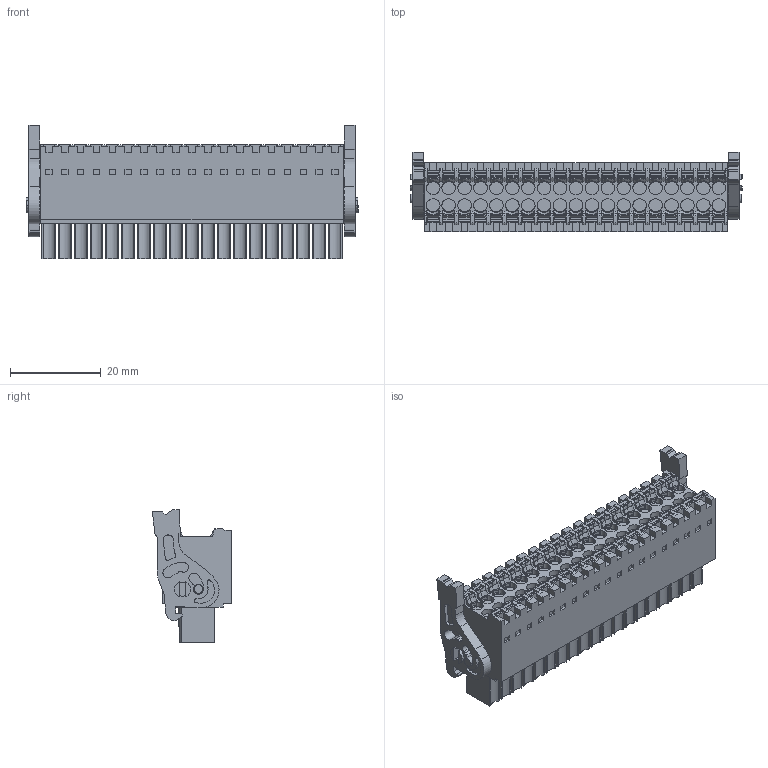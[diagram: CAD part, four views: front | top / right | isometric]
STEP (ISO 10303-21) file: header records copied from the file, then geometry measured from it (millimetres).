
FILE_DESCRIPTION(('CATIA V5 STEP','CAx-IF Rec.Pracs.--- Model Styling and Organization---1.4--- 2014-01-23'),'2;1');
FILE_NAME ('265229-3_1', '2023-08-22T06:49:34+00:00', ('none'), ('Weidmueller'), 'CATIA Version 5-6 Release 2016 SP3 HF44', 'CATIA V5 STEP AP214', 'none');
FILE_SCHEMA(('AUTOMOTIVE_DESIGN { 1 0 10303 214 1 1 1 1 }'));
Products named in the file (1): 2558610000
Bounding box: 73 x 17.45 x 29.28 mm (x, y, z)
Volume: 19210 mm3; surface area: 12782.5 mm2
Topology: 41 solids, 41 shells, 2705 faces, 7861 edges, 5345 vertices
Faces by surface type: plane 1717, cylinder 372, extrusion 237, torus 227, cone 76, bspline 76
Entity records: 92877 total; most frequent: CARTESIAN_POINT 28930, ORIENTED_EDGE 15722, DIRECTION 9019, EDGE_CURVE 7861, VECTOR 5734, LINE 5497, VERTEX_POINT 5345, EDGE_LOOP 2824
